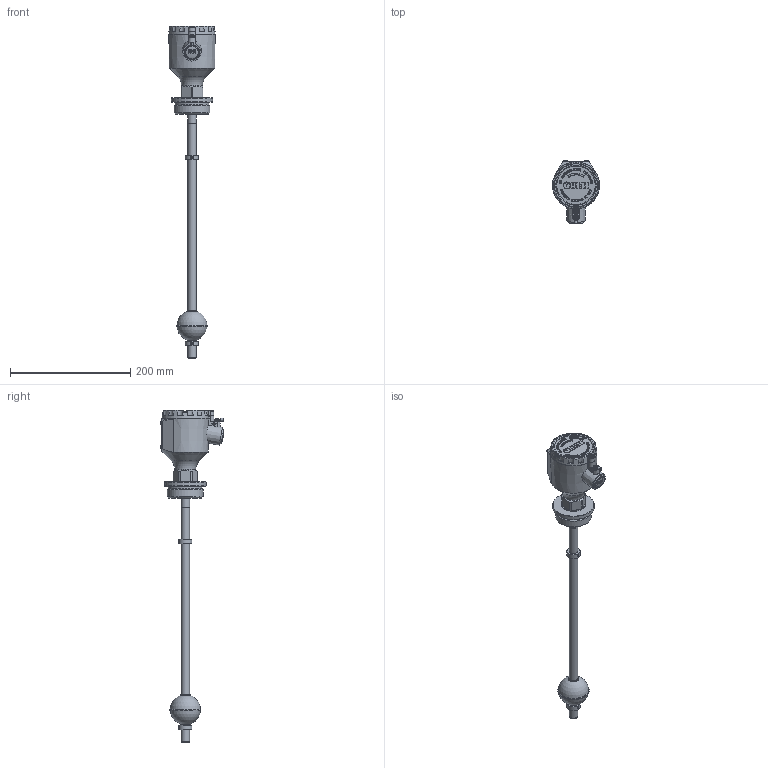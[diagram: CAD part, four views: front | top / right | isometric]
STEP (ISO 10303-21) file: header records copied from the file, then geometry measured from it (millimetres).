
FILE_DESCRIPTION(('STEP AP242'), '1');
FILE_NAME('ﾊﾓﾂﾔ.407511.008-L.X ﾝﾑﾁ - ﾏﾄﾓ-ﾈ.250.5-ﾅﾕD [ﾌ01]', '2024-06-14T11:11:05', ('user'), (''), 'C3D Converter', 'C3D Toolkit', '');
FILE_SCHEMA(('AP242_MANAGED_MODEL_BASED_3D_ENGINEERING_MIM_LF { 1 0 10303 442 1 1 4 }'));
Length unit declared in the file: millimetre
Products named in the file (37): КУВФ.407511.008-L.X ЭСБ; КУВФ.302615.410.1959; КУВФ.711141.430.6051-01; КУВФ.713751.430.2349; КУВФ.711111.430.729; КУВФ.711141.430.6048; КУВФ.411559.001; КУВФ.436641.311.204; КУВФ.731153.420.2365; КУВФ.301172.410.1054; КУВФ.741341.430.1532; 3; 2; КУВФ.731153.420.2055; КУВФ.711111.430.267; КУВФ.741542.430.1628 ; КУВФ.741128.430.1596; КУВФ.301152.320.995; КУВФ.741128.430.1617; КУВФ.741582.430.1577
Assembly tree (55 placements, depth 6):
  КУВФ.407511.008-L.X ЭСБ
    КУВФ.302615.410.1959
      КУВФ.711141.430.6051-01
      КУВФ.713751.430.2349
      КУВФ.711111.430.729
    КУВФ.711141.430.6048
    КУВФ.411559.001
      КУВФ.436641.311.204
        КУВФ.731153.420.2365
        КУВФ.301172.410.1054
          КУВФ.741341.430.1532
          (unnamed)
          (unnamed)
            3
            2
        КУВФ.301172.410.1054  x2
          КУВФ.741341.430.1532
          (unnamed)
          (unnamed)
            3
            2
        КУВФ.301172.410.1054  x3
          КУВФ.741341.430.1532
          (unnamed)
          (unnamed)
            3
            2
      КУВФ.731153.420.2055
    КУВФ.711111.430.267  x2
    КУВФ.741542.430.1628 
    КУВФ.741128.430.1596
    (unnamed)
    (unnamed)
    (unnamed)
    КУВФ.301152.320.995
      КУВФ.741128.430.1617
      КУВФ.741582.430.1577
      (unnamed)
    (unnamed)  x3
    (unnamed)
    (unnamed)  x2
    (unnamed)  x2
    (unnamed)  x2
    (unnamed)  x4
    (unnamed)  x2
    (unnamed)
    (unnamed)
Bounding box: 77.95 x 105.86 x 551.5 mm (x, y, z)
Volume: 308786.5 mm3; surface area: 175324.6 mm2
Topology: 59 solids, 60 shells, 4230 faces, 11217 edges, 7283 vertices
Faces by surface type: plane 1910, bspline 1281, cylinder 432, cone 380, extrusion 106, torus 104, sphere 17
Full cylindrical faces by diameter (mm): 1.605 x6, 1.8 x1, 2.459 x10, 2.5 x3, 3 x10, 3.2 x12, 3.242 x9, 4 x9, 4.2 x1, 4.3 x4, 4.8 x2, 5 x4, 5.6 x4, 6 x2, 6.6 x1, 7 x7, 7.5 x2, 8 x4, 8.5 x1, 9 x1, 10 x1, 10.3 x1, 11 x1, 12 x2, 12.6 x1, 13 x1, 14 x1, 14.3 x1, 14.4 x2, 15.15 x1
Entity records: 186346 total; most frequent: CARTESIAN_POINT 85072, ORIENTED_EDGE 18094, DIRECTION 11011, EDGE_CURVE 9047, VERTEX_POINT 6032, VECTOR 4161, LINE 4055, EDGE_LOOP 3899
